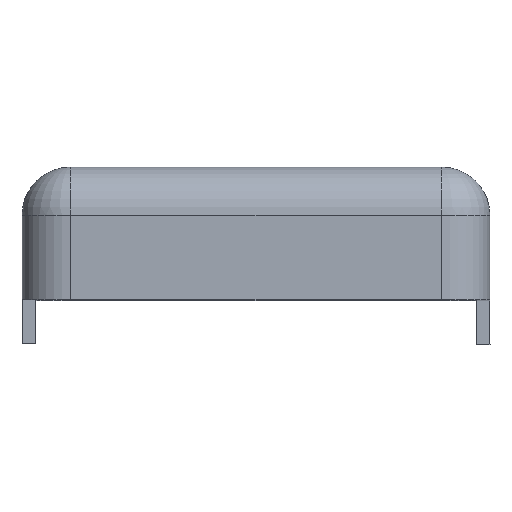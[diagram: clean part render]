
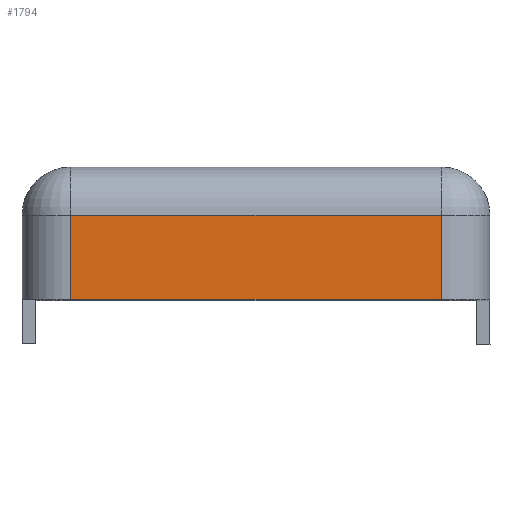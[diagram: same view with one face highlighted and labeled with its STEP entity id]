
A CAD part, top view. The second image highlights one B-rep face of the part: STEP entity #1794.
In plain terms, the highlighted planar face has unit normal (0, 0, 1).
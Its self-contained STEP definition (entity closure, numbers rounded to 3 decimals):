
#63 = CARTESIAN_POINT ( 'NONE',  ( 4.2, 0., 7.8 ) ) ;
#120 = EDGE_CURVE ( 'NONE', #171, #202, #1731, .T. ) ;
#127 = AXIS2_PLACEMENT_3D ( 'NONE', #1780, #295, #508 ) ;
#171 = VERTEX_POINT ( 'NONE', #601 ) ;
#202 = VERTEX_POINT ( 'NONE', #760 ) ;
#246 = VECTOR ( 'NONE', #795, 1000. ) ;
#258 = ORIENTED_EDGE ( 'NONE', *, *, #913, .T. ) ;
#295 = DIRECTION ( 'NONE',  ( 0., 0., 1. ) ) ;
#508 = DIRECTION ( 'NONE',  ( 0., -1., 0. ) ) ;
#594 = DIRECTION ( 'NONE',  ( 0., -1., 0. ) ) ;
#601 = CARTESIAN_POINT ( 'NONE',  ( -4.2, -1.09, 7.8 ) ) ;
#644 = ORIENTED_EDGE ( 'NONE', *, *, #1655, .T. ) ;
#760 = CARTESIAN_POINT ( 'NONE',  ( 4.2, -1.09, 7.8 ) ) ;
#766 = LINE ( 'NONE', #1529, #246 ) ;
#773 = VERTEX_POINT ( 'NONE', #1136 ) ;
#795 = DIRECTION ( 'NONE',  ( 0., -1., 0. ) ) ;
#855 = FACE_OUTER_BOUND ( 'NONE', #1491, .T. ) ;
#913 = EDGE_CURVE ( 'NONE', #171, #1062, #766, .T. ) ;
#973 = LINE ( 'NONE', #1923, #1506 ) ;
#1062 = VERTEX_POINT ( 'NONE', #1950 ) ;
#1099 = CARTESIAN_POINT ( 'NONE',  ( -4.2, -1.09, 7.8 ) ) ;
#1135 = VECTOR ( 'NONE', #594, 1000. ) ;
#1136 = CARTESIAN_POINT ( 'NONE',  ( 4.2, -3., 7.8 ) ) ;
#1246 = PLANE ( 'NONE',  #127 ) ;
#1491 = EDGE_LOOP ( 'NONE', ( #644, #1915, #2112, #258 ) ) ;
#1506 = VECTOR ( 'NONE', #2109, 1000. ) ;
#1529 = CARTESIAN_POINT ( 'NONE',  ( -4.2, 0., 7.8 ) ) ;
#1655 = EDGE_CURVE ( 'NONE', #1062, #773, #973, .T. ) ;
#1731 = LINE ( 'NONE', #1099, #2244 ) ;
#1780 = CARTESIAN_POINT ( 'NONE',  ( -4.2, 0., 7.8 ) ) ;
#1794 = ADVANCED_FACE ( 'NONE', ( #855 ), #1246, .T. ) ;
#1915 = ORIENTED_EDGE ( 'NONE', *, *, #1979, .F. ) ;
#1923 = CARTESIAN_POINT ( 'NONE',  ( -4.2, -3., 7.8 ) ) ;
#1950 = CARTESIAN_POINT ( 'NONE',  ( -4.2, -3., 7.8 ) ) ;
#1979 = EDGE_CURVE ( 'NONE', #202, #773, #2266, .T. ) ;
#2109 = DIRECTION ( 'NONE',  ( 1., 0., 0. ) ) ;
#2112 = ORIENTED_EDGE ( 'NONE', *, *, #120, .F. ) ;
#2185 = DIRECTION ( 'NONE',  ( 1., 0., 0. ) ) ;
#2244 = VECTOR ( 'NONE', #2185, 1000. ) ;
#2266 = LINE ( 'NONE', #63, #1135 ) ;
